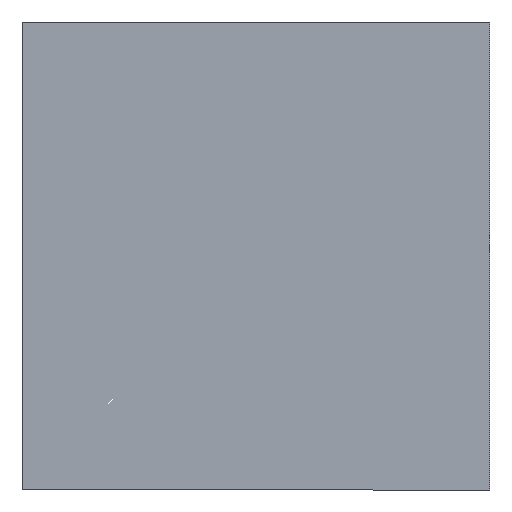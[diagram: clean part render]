
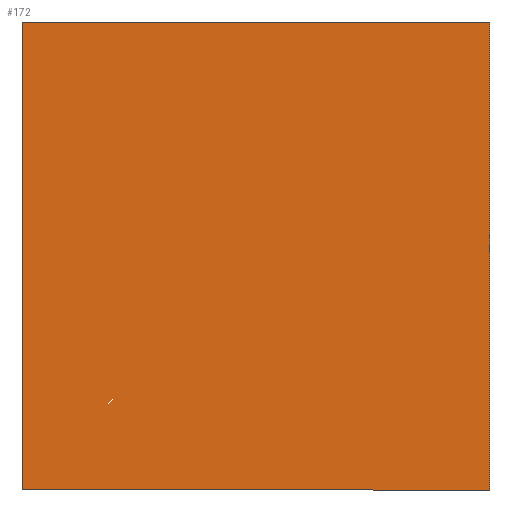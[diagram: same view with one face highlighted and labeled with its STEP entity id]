
A CAD part, left-side view. The second image highlights one B-rep face of the part: STEP entity #172.
In plain terms, the highlighted planar face has unit normal (-1, 0, 0).
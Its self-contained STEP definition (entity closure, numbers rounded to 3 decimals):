
#5 = VERTEX_POINT ( 'NONE', #27 ) ;
#7 = EDGE_CURVE ( 'NONE', #177, #5, #153, .T. ) ;
#16 = CARTESIAN_POINT ( 'NONE',  ( -0.75, 12.7, 12.7 ) ) ;
#17 = VERTEX_POINT ( 'NONE', #154 ) ;
#19 = VECTOR ( 'NONE', #89, 1000. ) ;
#22 = ORIENTED_EDGE ( 'NONE', *, *, #211, .F. ) ;
#27 = CARTESIAN_POINT ( 'NONE',  ( -0.75, 12.7, -12.7 ) ) ;
#32 = CARTESIAN_POINT ( 'NONE',  ( -0.75, -12.7, 12.7 ) ) ;
#44 = VERTEX_POINT ( 'NONE', #32 ) ;
#48 = DIRECTION ( 'NONE',  ( 0., 1., 0. ) ) ;
#53 = CARTESIAN_POINT ( 'NONE',  ( -0.75, 0., 0. ) ) ;
#66 = DIRECTION ( 'NONE',  ( 0., 0., 1. ) ) ;
#75 = LINE ( 'NONE', #162, #219 ) ;
#82 = DIRECTION ( 'NONE',  ( 0., 0., -1. ) ) ;
#83 = PLANE ( 'NONE',  #148 ) ;
#86 = VECTOR ( 'NONE', #48, 1000. ) ;
#89 = DIRECTION ( 'NONE',  ( 0., -1., 0. ) ) ;
#99 = FACE_OUTER_BOUND ( 'NONE', #117, .T. ) ;
#104 = LINE ( 'NONE', #16, #19 ) ;
#113 = EDGE_CURVE ( 'NONE', #5, #17, #75, .T. ) ;
#117 = EDGE_LOOP ( 'NONE', ( #204, #227, #210, #22 ) ) ;
#123 = DIRECTION ( 'NONE',  ( 0., 0., -1. ) ) ;
#134 = LINE ( 'NONE', #183, #213 ) ;
#148 = AXIS2_PLACEMENT_3D ( 'NONE', #53, #186, #123 ) ;
#153 = LINE ( 'NONE', #195, #86 ) ;
#154 = CARTESIAN_POINT ( 'NONE',  ( -0.75, 12.7, 12.7 ) ) ;
#162 = CARTESIAN_POINT ( 'NONE',  ( -0.75, 12.7, 12.7 ) ) ;
#172 = ADVANCED_FACE ( 'NONE', ( #99 ), #83, .F. ) ;
#177 = VERTEX_POINT ( 'NONE', #235 ) ;
#183 = CARTESIAN_POINT ( 'NONE',  ( -0.75, -12.7, 12.7 ) ) ;
#186 = DIRECTION ( 'NONE',  ( 1., 0., 0. ) ) ;
#195 = CARTESIAN_POINT ( 'NONE',  ( -0.75, 12.7, -12.7 ) ) ;
#204 = ORIENTED_EDGE ( 'NONE', *, *, #230, .F. ) ;
#210 = ORIENTED_EDGE ( 'NONE', *, *, #7, .F. ) ;
#211 = EDGE_CURVE ( 'NONE', #44, #177, #134, .T. ) ;
#213 = VECTOR ( 'NONE', #82, 1000. ) ;
#219 = VECTOR ( 'NONE', #66, 1000. ) ;
#227 = ORIENTED_EDGE ( 'NONE', *, *, #113, .F. ) ;
#230 = EDGE_CURVE ( 'NONE', #17, #44, #104, .T. ) ;
#235 = CARTESIAN_POINT ( 'NONE',  ( -0.75, -12.7, -12.7 ) ) ;
